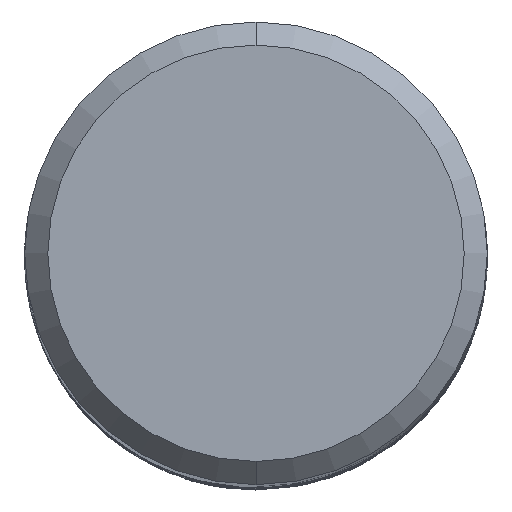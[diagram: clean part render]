
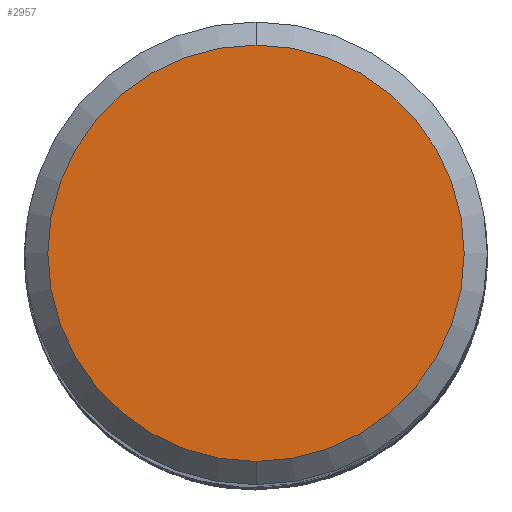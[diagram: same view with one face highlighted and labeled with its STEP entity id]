
A CAD part, top view. The second image highlights one B-rep face of the part: STEP entity #2957.
In plain terms, the highlighted planar face has unit normal (0, 0, 1).
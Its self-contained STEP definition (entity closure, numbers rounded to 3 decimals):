
#2957=ADVANCED_FACE('',(#6301),#6302,.T.);
#3093=EDGE_CURVE('',#3807,#4089,#6448,.T.);
#3689=EDGE_CURVE('',#4089,#3807,#7090,.T.);
#3807=VERTEX_POINT('',#7220);
#4089=VERTEX_POINT('',#7531);
#6301=FACE_OUTER_BOUND('',#27099,.T.);
#6302=PLANE('',#27100);
#6448=CIRCLE('',#29172,9.0);
#7090=CIRCLE('',#42150,9.0);
#7220=CARTESIAN_POINT('',(0.,-9.0,0.0));
#7531=CARTESIAN_POINT('',(0.0,9.0,0.0));
#27099=EDGE_LOOP('',(#64905,#64906));
#27100=AXIS2_PLACEMENT_3D('',#64907,#64908,#64909);
#29172=AXIS2_PLACEMENT_3D('',#65035,#65036,#65037);
#42150=AXIS2_PLACEMENT_3D('',#65632,#65633,#65634);
#64905=ORIENTED_EDGE('',*,*,#3689,.F.);
#64906=ORIENTED_EDGE('',*,*,#3093,.F.);
#64907=CARTESIAN_POINT('',(0.0,4.5,0.0));
#64908=DIRECTION('',(-0.0,0.0,1.0));
#64909=DIRECTION('',(0.0,-1.0,0.0));
#65035=CARTESIAN_POINT('',(0.0,0.0,0.0));
#65036=DIRECTION('',(0.0,0.0,-1.0));
#65037=DIRECTION('',(0.0,1.0,0.0));
#65632=CARTESIAN_POINT('',(0.0,0.0,0.0));
#65633=DIRECTION('',(0.0,0.0,-1.0));
#65634=DIRECTION('',(0.0,1.0,0.0));
